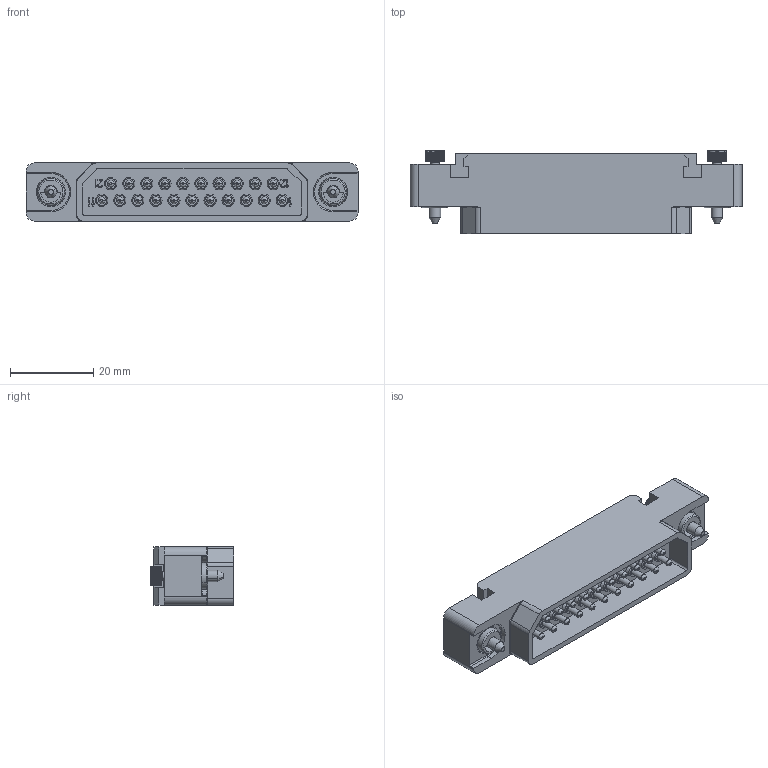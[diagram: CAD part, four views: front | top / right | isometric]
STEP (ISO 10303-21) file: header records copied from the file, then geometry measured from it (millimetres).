
FILE_DESCRIPTION((''),'2;1');
FILE_NAME('1900ND04P2A00B','2019-10-29T',('presta_be4'),(''),'CREO PARAMETRIC BY PTC INC, 2018360','CREO PARAMETRIC BY PTC INC, 2018360','');
FILE_SCHEMA(('CONFIG_CONTROL_DESIGN'));
Products named in the file (1): 1900ND04P2A00B
Bounding box: 80 x 20.16 x 14 mm (x, y, z)
Volume: 10719.6 mm3; surface area: 13319.6 mm2
Topology: 3 solids, 4 shells, 1770 faces, 4428 edges, 2791 vertices
Faces by surface type: plane 746, cylinder 610, cone 210, torus 122, bspline 54, extrusion 28
Entity records: 68304 total; most frequent: CARTESIAN_POINT 25941, DIRECTION 8832, ORIENTED_EDGE 8764, EDGE_CURVE 4382, AXIS2_PLACEMENT_3D 3252, VERTEX_POINT 2791, VECTOR 2328, LINE 2300
